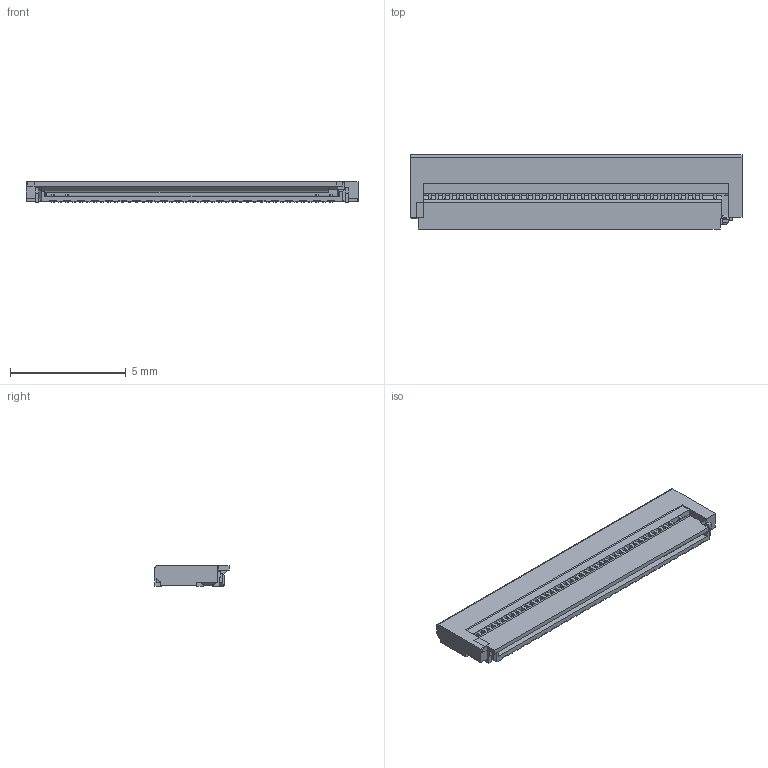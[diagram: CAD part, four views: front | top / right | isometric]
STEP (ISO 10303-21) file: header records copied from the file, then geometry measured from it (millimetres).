
FILE_DESCRIPTION((''),'2;1');
FILE_NAME('PANASONIC_AYF314115.stp','2012-04-26T17:20:54',(''),(''),'Mechanical Desktop 2011','Mechanical Desktop 2011',', , ');
FILE_SCHEMA(('AUTOMOTIVE_DESIGN { 1 2 10303 214 1 1 1 1 }'));
Length unit declared in the file: millimetre
Products named in the file (1): Product
Bounding box: 14.35 x 3.2 x 0.9 mm (x, y, z)
Volume: 29.7 mm3; surface area: 241.1 mm2
Topology: 91 solids, 91 shells, 873 faces, 2062 edges, 1372 vertices
Faces by surface type: plane 838, cylinder 33, bspline 2
Entity records: 24574 total; most frequent: CARTESIAN_POINT 4314, ORIENTED_EDGE 4124, DIRECTION 3872, EDGE_CURVE 2062, VECTOR 1996, LINE 1996, VERTEX_POINT 1372, AXIS2_PLACEMENT_3D 938
